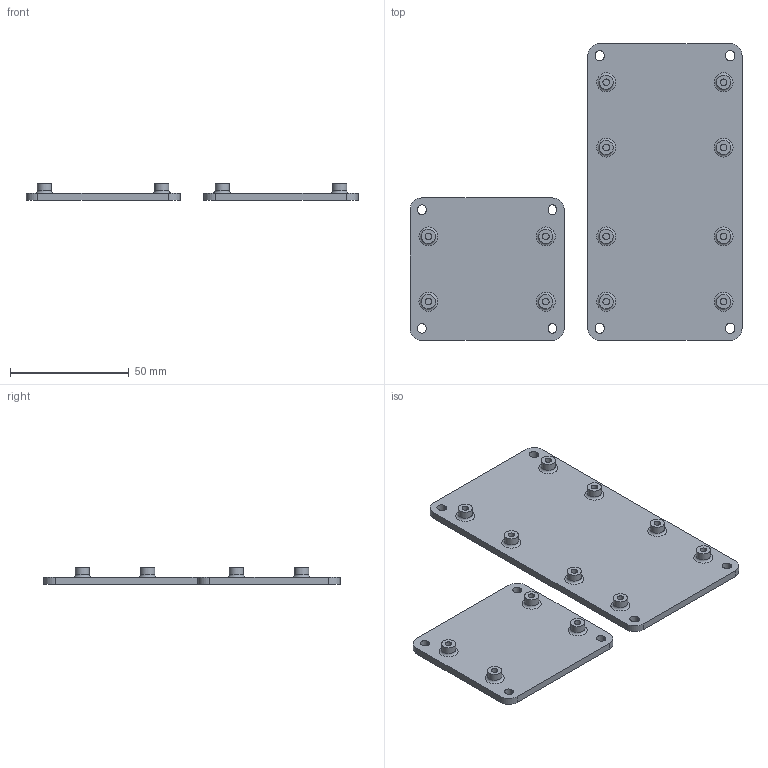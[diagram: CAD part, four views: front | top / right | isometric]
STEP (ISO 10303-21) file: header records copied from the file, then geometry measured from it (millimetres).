
FILE_DESCRIPTION(/* description */ (''),/* implementation_level */ '2;1');
FILE_NAME(/* name */ 'HiLetGo LED Bucks.step',/* time_stamp */ '2022-07-28T00:48:14-05:00',/* author */ (''),/* organization */ (''),/* preprocessor_version */ 'ST-DEVELOPER v19',/* originating_system */ 'Autodesk Translation Framework v11.7.0.108',/* authorisation */ '');
FILE_SCHEMA (('AUTOMOTIVE_DESIGN { 1 0 10303 214 3 1 1 }'));
Length unit declared in the file: millimetre
Products named in the file (3): HiLetGo LED Bucks; Single Buck; Dual Buck
Assembly tree (2 placements, depth 2):
  HiLetGo LED Bucks
    Single Buck
    Dual Buck
Bounding box: 140 x 125 x 7 mm (x, y, z)
Volume: 36757.4 mm3; surface area: 27139.1 mm2
Topology: 2 solids, 2 shells, 112 faces, 252 edges, 168 vertices
Faces by surface type: plane 52, cylinder 48, torus 12
Full cylindrical faces by diameter (mm): 2.8 x12, 6 x12
Entity records: 3305 total; most frequent: DIRECTION 618, CARTESIAN_POINT 537, ORIENTED_EDGE 504, EDGE_CURVE 252, AXIS2_PLACEMENT_3D 249, VERTEX_POINT 168, EDGE_LOOP 152, CIRCLE 132
